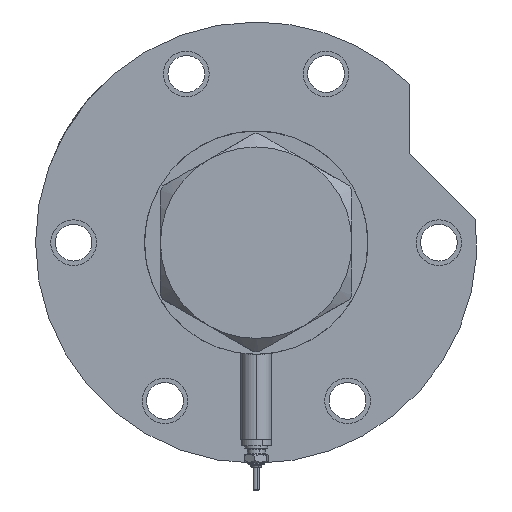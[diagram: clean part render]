
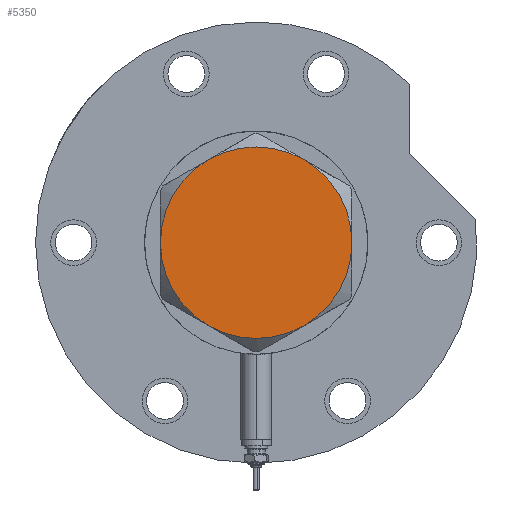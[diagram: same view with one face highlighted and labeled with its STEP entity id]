
A CAD part, left-side view. The second image highlights one B-rep face of the part: STEP entity #5350.
In plain terms, the highlighted face is planar.
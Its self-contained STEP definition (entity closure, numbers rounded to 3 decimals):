
#142 = CARTESIAN_POINT ( 'NONE',  ( -18.875, -32.692, 13. ) ) ;
#463 = CARTESIAN_POINT ( 'NONE',  ( 18.875, -32.692, 13. ) ) ;
#477 = CARTESIAN_POINT ( 'NONE',  ( -18.875, 32.692, 13. ) ) ;
#856 = VERTEX_POINT ( 'NONE', #477 ) ;
#908 = VERTEX_POINT ( 'NONE', #966 ) ;
#965 = DIRECTION ( 'NONE',  ( 1., 0., 0. ) ) ;
#966 = CARTESIAN_POINT ( 'NONE',  ( 37.75, 0., 13. ) ) ;
#989 = CARTESIAN_POINT ( 'NONE',  ( 0., 0., 13. ) ) ;
#1068 = DIRECTION ( 'NONE',  ( 1., 0., 0. ) ) ;
#1254 = AXIS2_PLACEMENT_3D ( 'NONE', #989, #5679, #1068 ) ;
#1324 = CARTESIAN_POINT ( 'NONE',  ( 0., 0., 13. ) ) ;
#1417 = EDGE_CURVE ( 'NONE', #856, #7100, #3592, .T. ) ;
#1475 = EDGE_CURVE ( 'NONE', #7100, #5346, #7493, .T. ) ;
#1766 = AXIS2_PLACEMENT_3D ( 'NONE', #3363, #2161, #3285 ) ;
#1823 = FACE_OUTER_BOUND ( 'NONE', #7257, .T. ) ;
#1833 = DIRECTION ( 'NONE',  ( 1., 0., 0. ) ) ;
#1941 = EDGE_CURVE ( 'NONE', #5346, #2784, #3722, .T. ) ;
#1969 = DIRECTION ( 'NONE',  ( 1., 0., 0. ) ) ;
#2062 = DIRECTION ( 'NONE',  ( 0., 0., 1. ) ) ;
#2161 = DIRECTION ( 'NONE',  ( 0., 0., 1. ) ) ;
#2371 = CARTESIAN_POINT ( 'NONE',  ( 0., 0., 13. ) ) ;
#2649 = CARTESIAN_POINT ( 'NONE',  ( 0., 0., 13. ) ) ;
#2784 = VERTEX_POINT ( 'NONE', #463 ) ;
#2812 = DIRECTION ( 'NONE',  ( 0., 0., 1. ) ) ;
#2947 = DIRECTION ( 'NONE',  ( 1., 0., 0. ) ) ;
#3285 = DIRECTION ( 'NONE',  ( 1., 0., 0. ) ) ;
#3363 = CARTESIAN_POINT ( 'NONE',  ( 0., 0., 13. ) ) ;
#3387 = CARTESIAN_POINT ( 'NONE',  ( 0., 0., 13. ) ) ;
#3452 = ORIENTED_EDGE ( 'NONE', *, *, #1941, .T. ) ;
#3576 = ORIENTED_EDGE ( 'NONE', *, *, #3780, .T. ) ;
#3592 = CIRCLE ( 'NONE', #1254, 37.75 ) ;
#3722 = CIRCLE ( 'NONE', #1766, 37.75 ) ;
#3747 = CIRCLE ( 'NONE', #5074, 37.75 ) ;
#3780 = EDGE_CURVE ( 'NONE', #2784, #908, #4671, .T. ) ;
#3823 = AXIS2_PLACEMENT_3D ( 'NONE', #2649, #2812, #6164 ) ;
#3848 = AXIS2_PLACEMENT_3D ( 'NONE', #1324, #4302, #1969 ) ;
#3866 = CIRCLE ( 'NONE', #6661, 37.75 ) ;
#3983 = ORIENTED_EDGE ( 'NONE', *, *, #1475, .T. ) ;
#4059 = CARTESIAN_POINT ( 'NONE',  ( 18.875, 32.692, 13. ) ) ;
#4302 = DIRECTION ( 'NONE',  ( 0., 0., 1. ) ) ;
#4370 = ORIENTED_EDGE ( 'NONE', *, *, #7219, .T. ) ;
#4671 = CIRCLE ( 'NONE', #3823, 37.75 ) ;
#4738 = CARTESIAN_POINT ( 'NONE',  ( 0., 0., 13. ) ) ;
#4992 = ORIENTED_EDGE ( 'NONE', *, *, #7151, .T. ) ;
#5074 = AXIS2_PLACEMENT_3D ( 'NONE', #4738, #7069, #1833 ) ;
#5130 = VERTEX_POINT ( 'NONE', #4059 ) ;
#5346 = VERTEX_POINT ( 'NONE', #142 ) ;
#5350 = ADVANCED_FACE ( 'NONE', ( #1823 ), #6560, .T. ) ;
#5494 = CARTESIAN_POINT ( 'NONE',  ( -37.75, 0., 13. ) ) ;
#5679 = DIRECTION ( 'NONE',  ( 0., 0., 1. ) ) ;
#6164 = DIRECTION ( 'NONE',  ( 1., 0., 0. ) ) ;
#6426 = DIRECTION ( 'NONE',  ( 0., 0., 1. ) ) ;
#6560 = PLANE ( 'NONE',  #3848 ) ;
#6661 = AXIS2_PLACEMENT_3D ( 'NONE', #3387, #2062, #965 ) ;
#6751 = AXIS2_PLACEMENT_3D ( 'NONE', #2371, #6426, #2947 ) ;
#7001 = ORIENTED_EDGE ( 'NONE', *, *, #1417, .T. ) ;
#7069 = DIRECTION ( 'NONE',  ( 0., 0., 1. ) ) ;
#7100 = VERTEX_POINT ( 'NONE', #5494 ) ;
#7151 = EDGE_CURVE ( 'NONE', #908, #5130, #3747, .T. ) ;
#7219 = EDGE_CURVE ( 'NONE', #5130, #856, #3866, .T. ) ;
#7257 = EDGE_LOOP ( 'NONE', ( #3576, #4992, #4370, #7001, #3983, #3452 ) ) ;
#7493 = CIRCLE ( 'NONE', #6751, 37.75 ) ;
